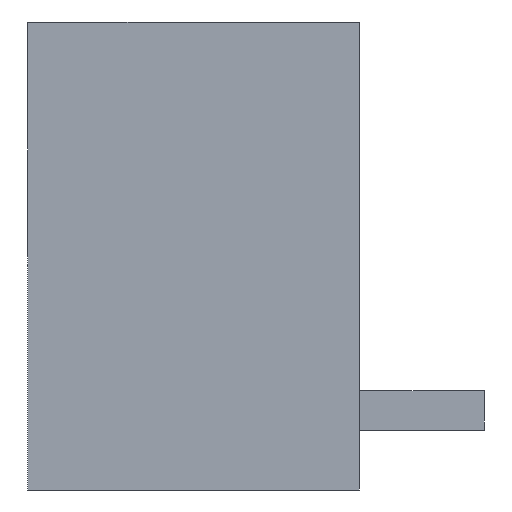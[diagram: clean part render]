
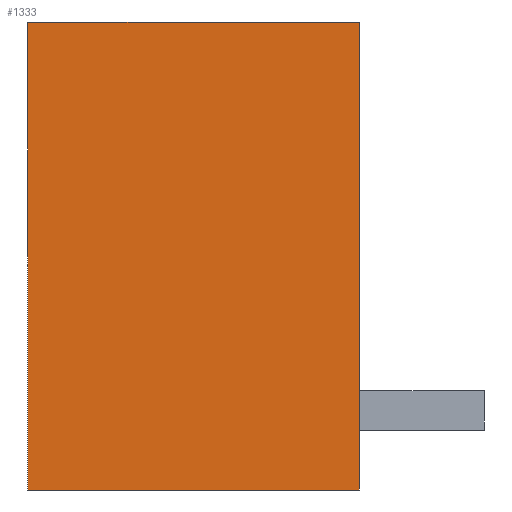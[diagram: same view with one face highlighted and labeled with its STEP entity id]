
A CAD part, left-side view. The second image highlights one B-rep face of the part: STEP entity #1333.
In plain terms, the highlighted planar face has unit normal (-1, 0, 0).
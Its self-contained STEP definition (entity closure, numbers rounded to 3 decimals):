
#1320=AXIS2_PLACEMENT_3D('Plane Axis2P3D',#1317,#1318,#1319) ;
#188=CARTESIAN_POINT('Vertex',(0.,3.2,12.)) ;
#191=CARTESIAN_POINT('Line Origine',(0.,3.2,6.)) ;
#195=CARTESIAN_POINT('Vertex',(0.,3.2,0.)) ;
#249=CARTESIAN_POINT('Line Origine',(0.,7.45,0.)) ;
#253=CARTESIAN_POINT('Vertex',(0.,11.7,0.)) ;
#985=CARTESIAN_POINT('Line Origine',(0.,7.45,12.)) ;
#989=CARTESIAN_POINT('Vertex',(0.,11.7,12.)) ;
#1317=CARTESIAN_POINT('Axis2P3D Location',(0.,0.,0.)) ;
#1322=CARTESIAN_POINT('Line Origine',(0.,11.7,6.)) ;
#192=DIRECTION('Vector Direction',(0.,0.,-1.)) ;
#250=DIRECTION('Vector Direction',(0.,-1.,0.)) ;
#986=DIRECTION('Vector Direction',(0.,1.,0.)) ;
#1318=DIRECTION('Axis2P3D Direction',(-1.,0.,0.)) ;
#1319=DIRECTION('Axis2P3D XDirection',(0.,0.,1.)) ;
#1323=DIRECTION('Vector Direction',(0.,0.,1.)) ;
#193=VECTOR('Line Direction',#192,1.) ;
#251=VECTOR('Line Direction',#250,1.) ;
#987=VECTOR('Line Direction',#986,1.) ;
#1324=VECTOR('Line Direction',#1323,1.) ;
#1328=ORIENTED_EDGE('',*,*,#255,.T.) ;
#1329=ORIENTED_EDGE('',*,*,#197,.T.) ;
#1330=ORIENTED_EDGE('',*,*,#991,.T.) ;
#1331=ORIENTED_EDGE('',*,*,#1326,.T.) ;
#1333=ADVANCED_FACE('HOUSING',(#1332),#1321,.T.) ;
#197=EDGE_CURVE('',#196,#189,#194,.F.) ;
#255=EDGE_CURVE('',#254,#196,#252,.T.) ;
#991=EDGE_CURVE('',#189,#990,#988,.T.) ;
#1326=EDGE_CURVE('',#990,#254,#1325,.F.) ;
#1327=EDGE_LOOP('',(#1328,#1329,#1330,#1331)) ;
#1332=FACE_OUTER_BOUND('',#1327,.T.) ;
#194=LINE('Line',#191,#193) ;
#252=LINE('Line',#249,#251) ;
#988=LINE('Line',#985,#987) ;
#1325=LINE('Line',#1322,#1324) ;
#1321=PLANE('',#1320) ;
#189=VERTEX_POINT('',#188) ;
#196=VERTEX_POINT('',#195) ;
#254=VERTEX_POINT('',#253) ;
#990=VERTEX_POINT('',#989) ;
